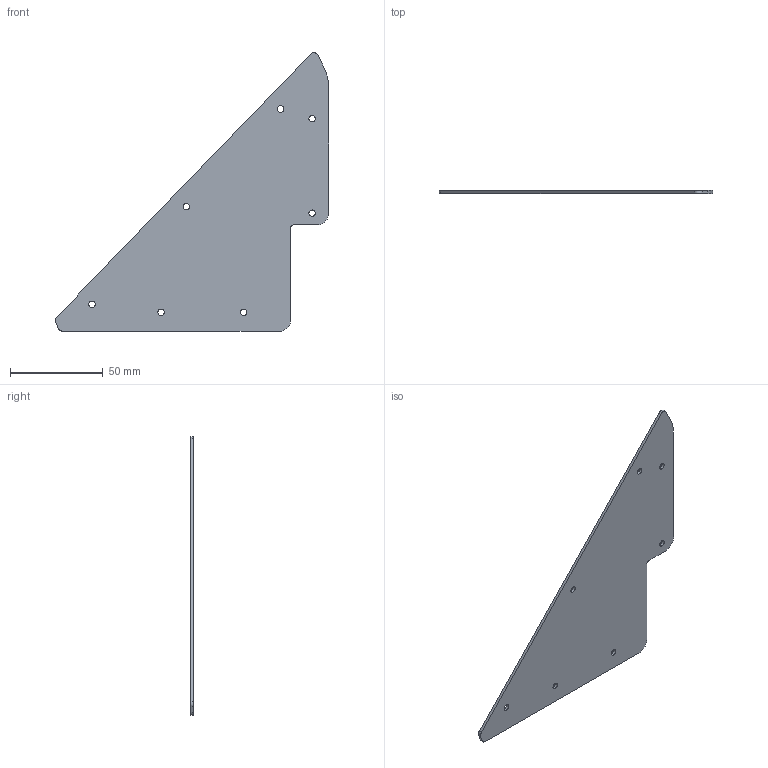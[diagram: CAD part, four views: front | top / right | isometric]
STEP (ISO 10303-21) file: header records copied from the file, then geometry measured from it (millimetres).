
FILE_DESCRIPTION(/* description */ ('LEFT SIDE RAT CAGE PANEL REPAIR'),/* implementation_level */ '2;1');
FILE_NAME(/* name */ 'RC PANEL SIDE.stp',/* time_stamp */ '2021-04-12T18:31:26-04:00',/* author */ ('talbotj'),/* organization */ (''),/* preprocessor_version */ 'ST-DEVELOPER v18.1',/* originating_system */ 'Autodesk Inventor 2020',/* authorisation */ '');
FILE_SCHEMA (('AUTOMOTIVE_DESIGN { 1 0 10303 214 3 1 1 }'));
Length unit declared in the file: inch
Products named in the file (1): J009838
Bounding box: 147.03 x 1.59 x 149.8 mm (x, y, z)
Volume: 17251.5 mm3; surface area: 22644.6 mm2
Topology: 1 solids, 1 shells, 23 faces, 70 edges, 49 vertices
Faces by surface type: cylinder 14, plane 9
Full cylindrical faces by diameter (mm): 3.454 x7
Entity records: 886 total; most frequent: DIRECTION 153, CARTESIAN_POINT 143, ORIENTED_EDGE 140, EDGE_CURVE 70, AXIS2_PLACEMENT_3D 59, VERTEX_POINT 49, EDGE_LOOP 37, LINE 35
